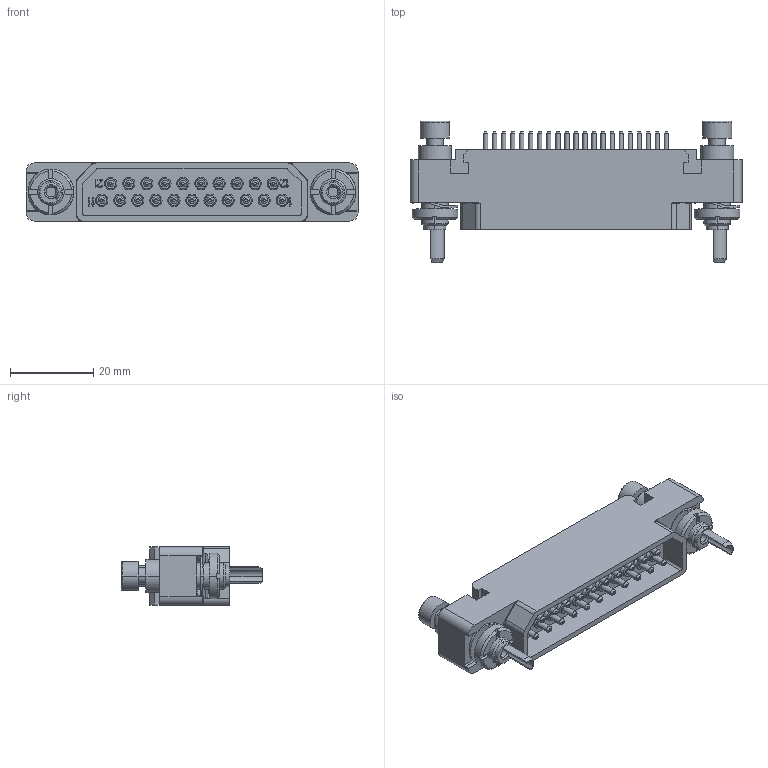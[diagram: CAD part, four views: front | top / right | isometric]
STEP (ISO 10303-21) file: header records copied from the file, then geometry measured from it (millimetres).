
FILE_DESCRIPTION((''),'2;1');
FILE_NAME('00192032100','2019-10-30T',('presta_be4'),(''),'CREO PARAMETRIC BY PTC INC, 2018360','CREO PARAMETRIC BY PTC INC, 2018360','');
FILE_SCHEMA(('CONFIG_CONTROL_DESIGN'));
Products named in the file (1): 00192032100
Bounding box: 80 x 34.03 x 14 mm (x, y, z)
Volume: 11244.7 mm3; surface area: 17112.4 mm2
Topology: 1 solids, 22 shells, 2147 faces, 4758 edges, 2902 vertices
Faces by surface type: cylinder 832, plane 653, cone 344, torus 222, bspline 96
Entity records: 66058 total; most frequent: CARTESIAN_POINT 17128, DIRECTION 11200, ORIENTED_EDGE 9500, EDGE_CURVE 4750, AXIS2_PLACEMENT_3D 4554, VERTEX_POINT 2902, CIRCLE 2503, EDGE_LOOP 2448
